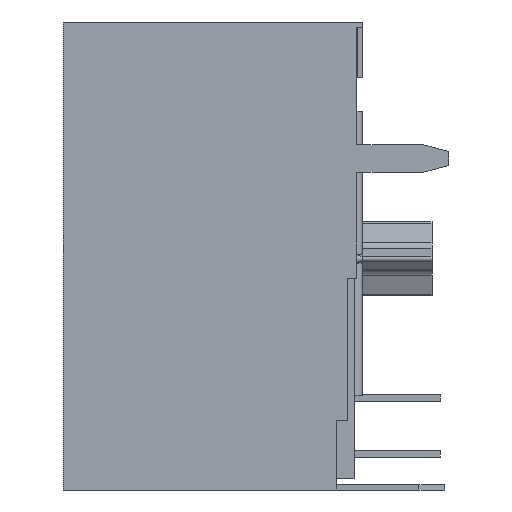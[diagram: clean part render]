
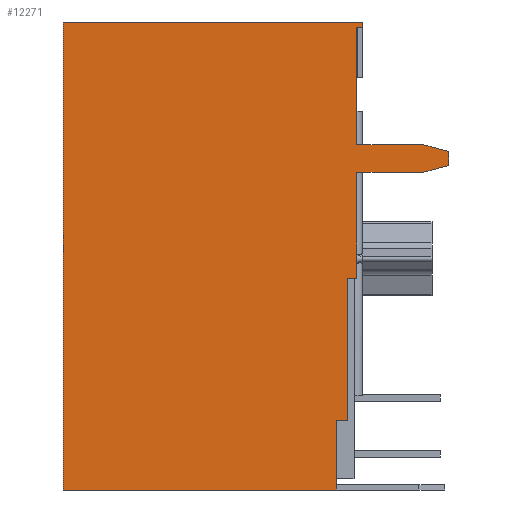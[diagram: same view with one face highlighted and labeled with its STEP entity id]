
A CAD part, left-side view. The second image highlights one B-rep face of the part: STEP entity #12271.
In plain terms, the highlighted planar face has unit normal (-1, 0, 0).
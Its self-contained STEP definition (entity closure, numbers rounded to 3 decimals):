
#1257=DIRECTION('',(0.,-1.,0.));
#1258=VECTOR('',#1257,0.259);
#1259=CARTESIAN_POINT('',(-29.591,-6.629,-0.249));
#1260=LINE('',#1259,#1258);
#1353=DIRECTION('',(0.,-1.,0.));
#1354=VECTOR('',#1353,13.64);
#1355=CARTESIAN_POINT('',(-29.591,6.751,0.));
#1356=LINE('',#1355,#1354);
#1833=DIRECTION('',(0.,0.,1.));
#1834=VECTOR('',#1833,5.339);
#1835=CARTESIAN_POINT('',(-29.591,-6.629,-5.588));
#1836=LINE('',#1835,#1834);
#1837=DIRECTION('',(0.,1.,0.));
#1838=VECTOR('',#1837,3.006);
#1839=CARTESIAN_POINT('',(-29.591,-9.635,-5.588));
#1840=LINE('',#1839,#1838);
#1841=DIRECTION('',(0.,0.966,0.259));
#1842=VECTOR('',#1841,1.227);
#1843=CARTESIAN_POINT('',(-29.591,-10.82,-5.906));
#1844=LINE('',#1843,#1842);
#1845=DIRECTION('',(0.,0.,1.));
#1846=VECTOR('',#1845,0.635);
#1847=CARTESIAN_POINT('',(-29.591,-10.82,-6.541));
#1848=LINE('',#1847,#1846);
#1849=DIRECTION('',(0.,-0.966,0.259));
#1850=VECTOR('',#1849,1.227);
#1851=CARTESIAN_POINT('',(-29.591,-9.635,-6.858));
#1852=LINE('',#1851,#1850);
#1853=DIRECTION('',(0.,-1.,0.));
#1854=VECTOR('',#1853,3.006);
#1855=CARTESIAN_POINT('',(-29.591,-6.629,-6.858));
#1856=LINE('',#1855,#1854);
#1857=DIRECTION('',(0.,0.,1.));
#1858=VECTOR('',#1857,4.826);
#1859=CARTESIAN_POINT('',(-29.591,-6.629,-11.684));
#1860=LINE('',#1859,#1858);
#1861=DIRECTION('',(0.,-1.,0.));
#1862=VECTOR('',#1861,0.427);
#1863=CARTESIAN_POINT('',(-29.591,-6.203,-11.684));
#1864=LINE('',#1863,#1862);
#1865=DIRECTION('',(0.,0.,1.));
#1866=VECTOR('',#1865,6.477);
#1867=CARTESIAN_POINT('',(-29.591,-6.203,-18.161));
#1868=LINE('',#1867,#1866);
#1869=DIRECTION('',(0.,-1.,0.));
#1870=VECTOR('',#1869,0.508);
#1871=CARTESIAN_POINT('',(-29.591,-5.695,-18.161));
#1872=LINE('',#1871,#1870);
#1873=DIRECTION('',(0.,0.,1.));
#1874=VECTOR('',#1873,3.175);
#1875=CARTESIAN_POINT('',(-29.591,-5.695,-21.336));
#1876=LINE('',#1875,#1874);
#1877=DIRECTION('',(0.,-1.,0.));
#1878=VECTOR('',#1877,12.446);
#1879=CARTESIAN_POINT('',(-29.591,6.751,-21.336));
#1880=LINE('',#1879,#1878);
#2153=DIRECTION('',(0.,0.,-1.));
#2154=VECTOR('',#2153,21.336);
#2155=CARTESIAN_POINT('',(-29.591,6.751,0.));
#2156=LINE('',#2155,#2154);
#2197=DIRECTION('',(0.,0.,1.));
#2198=VECTOR('',#2197,0.249);
#2199=CARTESIAN_POINT('',(-29.591,-6.888,-0.249));
#2200=LINE('',#2199,#2198);
#8664=CARTESIAN_POINT('',(-29.591,6.751,0.));
#8665=CARTESIAN_POINT('',(-29.591,-6.888,0.));
#8666=VERTEX_POINT('',#8664);
#8667=VERTEX_POINT('',#8665);
#8672=CARTESIAN_POINT('',(-29.591,-6.888,-0.249));
#8673=VERTEX_POINT('',#8672);
#8724=CARTESIAN_POINT('',(-29.591,6.751,-21.336));
#8725=CARTESIAN_POINT('',(-29.591,-5.695,-21.336));
#8726=VERTEX_POINT('',#8724);
#8727=VERTEX_POINT('',#8725);
#8738=CARTESIAN_POINT('',(-29.591,-5.695,-18.161));
#8739=VERTEX_POINT('',#8738);
#8776=CARTESIAN_POINT('',(-29.591,-10.82,-6.541));
#8777=CARTESIAN_POINT('',(-29.591,-10.82,-5.906));
#8778=VERTEX_POINT('',#8776);
#8779=VERTEX_POINT('',#8777);
#8784=CARTESIAN_POINT('',(-29.591,-6.629,-0.249));
#8785=VERTEX_POINT('',#8784);
#8794=CARTESIAN_POINT('',(-29.591,-6.203,-18.161));
#8795=VERTEX_POINT('',#8794);
#8826=CARTESIAN_POINT('',(-29.591,-6.629,-5.588));
#8827=VERTEX_POINT('',#8826);
#9488=CARTESIAN_POINT('',(-29.591,-6.203,-11.684));
#9489=VERTEX_POINT('',#9488);
#9490=CARTESIAN_POINT('',(-29.591,-6.629,-6.858));
#9491=CARTESIAN_POINT('',(-29.591,-9.635,-6.858));
#9492=VERTEX_POINT('',#9490);
#9493=VERTEX_POINT('',#9491);
#9494=CARTESIAN_POINT('',(-29.591,-9.635,-5.588));
#9495=VERTEX_POINT('',#9494);
#9572=CARTESIAN_POINT('',(-29.591,-6.629,-11.684));
#9573=VERTEX_POINT('',#9572);
#12234=CARTESIAN_POINT('',(-29.591,6.751,-0.249));
#12235=DIRECTION('',(-1.,0.,0.));
#12236=DIRECTION('',(0.,-1.,0.));
#12237=AXIS2_PLACEMENT_3D('',#12234,#12235,#12236);
#12238=PLANE('',#12237);
#12239=ORIENTED_EDGE('',*,*,#11906,.F.);
#12241=ORIENTED_EDGE('',*,*,#12240,.F.);
#12243=ORIENTED_EDGE('',*,*,#12242,.F.);
#12245=ORIENTED_EDGE('',*,*,#12244,.F.);
#12247=ORIENTED_EDGE('',*,*,#12246,.F.);
#12249=ORIENTED_EDGE('',*,*,#12248,.F.);
#12251=ORIENTED_EDGE('',*,*,#12250,.F.);
#12253=ORIENTED_EDGE('',*,*,#12252,.F.);
#12255=ORIENTED_EDGE('',*,*,#12254,.F.);
#12257=ORIENTED_EDGE('',*,*,#12256,.F.);
#12259=ORIENTED_EDGE('',*,*,#12258,.F.);
#12261=ORIENTED_EDGE('',*,*,#12260,.F.);
#12263=ORIENTED_EDGE('',*,*,#12262,.F.);
#12265=ORIENTED_EDGE('',*,*,#12264,.F.);
#12266=ORIENTED_EDGE('',*,*,#11995,.T.);
#12268=ORIENTED_EDGE('',*,*,#12267,.F.);
#12269=EDGE_LOOP('',(#12239,#12241,#12243,#12245,#12247,#12249,#12251,#12253,
#12255,#12257,#12259,#12261,#12263,#12265,#12266,#12268));
#12270=FACE_OUTER_BOUND('',#12269,.F.);
#11906=EDGE_CURVE('',#8785,#8673,#1260,.T.);
#11995=EDGE_CURVE('',#8666,#8667,#1356,.T.);
#12240=EDGE_CURVE('',#8827,#8785,#1836,.T.);
#12242=EDGE_CURVE('',#9495,#8827,#1840,.T.);
#12244=EDGE_CURVE('',#8779,#9495,#1844,.T.);
#12246=EDGE_CURVE('',#8778,#8779,#1848,.T.);
#12248=EDGE_CURVE('',#9493,#8778,#1852,.T.);
#12250=EDGE_CURVE('',#9492,#9493,#1856,.T.);
#12252=EDGE_CURVE('',#9573,#9492,#1860,.T.);
#12254=EDGE_CURVE('',#9489,#9573,#1864,.T.);
#12256=EDGE_CURVE('',#8795,#9489,#1868,.T.);
#12258=EDGE_CURVE('',#8739,#8795,#1872,.T.);
#12260=EDGE_CURVE('',#8727,#8739,#1876,.T.);
#12262=EDGE_CURVE('',#8726,#8727,#1880,.T.);
#12264=EDGE_CURVE('',#8666,#8726,#2156,.T.);
#12267=EDGE_CURVE('',#8673,#8667,#2200,.T.);
#12271=ADVANCED_FACE('',(#12270),#12238,.T.);
